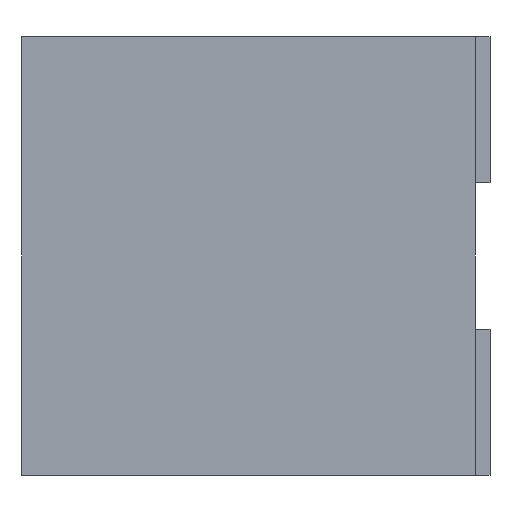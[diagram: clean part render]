
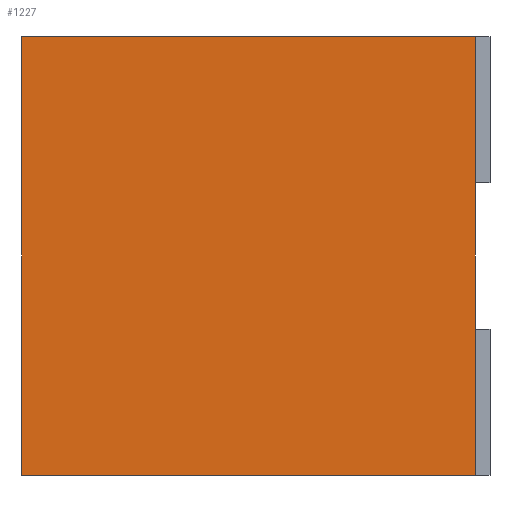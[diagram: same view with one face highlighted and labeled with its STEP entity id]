
A CAD part, left-side view. The second image highlights one B-rep face of the part: STEP entity #1227.
In plain terms, the highlighted planar face has unit normal (-1, 0, 0).
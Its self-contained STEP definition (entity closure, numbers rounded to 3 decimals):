
#228=DIRECTION('',(0.,0.,1.));
#229=VECTOR('',#228,0.75);
#230=CARTESIAN_POINT('',(-0.75,0.,-0.375));
#231=LINE('',#230,#229);
#249=DIRECTION('',(0.,1.,0.));
#250=VECTOR('',#249,0.775);
#251=CARTESIAN_POINT('',(-0.75,0.,0.375));
#252=LINE('',#251,#250);
#578=DIRECTION('',(0.,0.,1.));
#579=VECTOR('',#578,0.75);
#580=CARTESIAN_POINT('',(-0.75,0.775,-0.375));
#581=LINE('',#580,#579);
#606=DIRECTION('',(0.,1.,0.));
#607=VECTOR('',#606,0.775);
#608=CARTESIAN_POINT('',(-0.75,0.,-0.375));
#609=LINE('',#608,#607);
#641=CARTESIAN_POINT('',(-0.75,0.,-0.375));
#642=CARTESIAN_POINT('',(-0.75,0.,0.375));
#643=VERTEX_POINT('',#641);
#644=VERTEX_POINT('',#642);
#649=CARTESIAN_POINT('',(-0.75,0.775,-0.375));
#650=CARTESIAN_POINT('',(-0.75,0.775,0.375));
#651=VERTEX_POINT('',#649);
#652=VERTEX_POINT('',#650);
#1216=CARTESIAN_POINT('',(-0.75,0.,-0.375));
#1217=DIRECTION('',(-1.,0.,0.));
#1218=DIRECTION('',(0.,0.,1.));
#1219=AXIS2_PLACEMENT_3D('',#1216,#1217,#1218);
#1220=PLANE('',#1219);
#1221=ORIENTED_EDGE('',*,*,#818,.F.);
#1222=ORIENTED_EDGE('',*,*,#1055,.T.);
#1223=ORIENTED_EDGE('',*,*,#1208,.T.);
#1224=ORIENTED_EDGE('',*,*,#833,.F.);
#1225=EDGE_LOOP('',(#1221,#1222,#1223,#1224));
#1226=FACE_OUTER_BOUND('',#1225,.F.);
#818=EDGE_CURVE('',#643,#644,#231,.T.);
#833=EDGE_CURVE('',#644,#652,#252,.T.);
#1055=EDGE_CURVE('',#643,#651,#609,.T.);
#1208=EDGE_CURVE('',#651,#652,#581,.T.);
#1227=ADVANCED_FACE('',(#1226),#1220,.T.);
